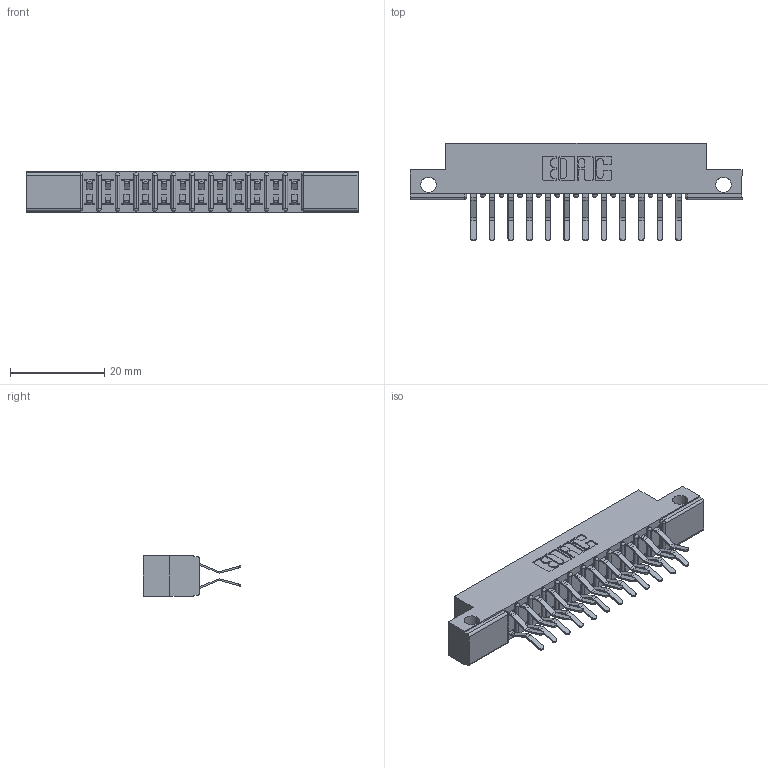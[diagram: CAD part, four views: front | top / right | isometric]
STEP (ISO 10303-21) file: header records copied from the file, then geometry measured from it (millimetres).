
FILE_DESCRIPTION (( 'STEP AP203' ), '1' );
FILE_NAME ('357-024-460-212.STEP', '2020-10-03T01:48:26', ( '' ), ( '' ), 'SwSTEP 2.0', 'SolidWorks 2020', '' );
FILE_SCHEMA (( 'CONFIG_CONTROL_DESIGN' ));
Length unit declared in the file: inch
Products named in the file (3): 357-024-460-212; 307-290-001_560; 307 Part_.128 Dia Side Mounting Holes
Assembly tree (25 placements, depth 2):
  357-024-460-212
    307 Part_.128 Dia Side Mounting Holes
    307-290-001_560  x24
Bounding box: 70.56 x 20.73 x 8.71 mm (x, y, z)
Volume: 4570.6 mm3; surface area: 7594.7 mm2
Topology: 25 solids, 25 shells, 1331 faces, 3731 edges, 2418 vertices
Faces by surface type: plane 862, cylinder 443, sphere 26
Entity records: 14476 total; most frequent: CARTESIAN_POINT 2376, ORIENTED_EDGE 2350, DIRECTION 2341, EDGE_CURVE 1175, LINE 887, VECTOR 887, VERTEX_POINT 762, AXIS2_PLACEMENT_3D 727
